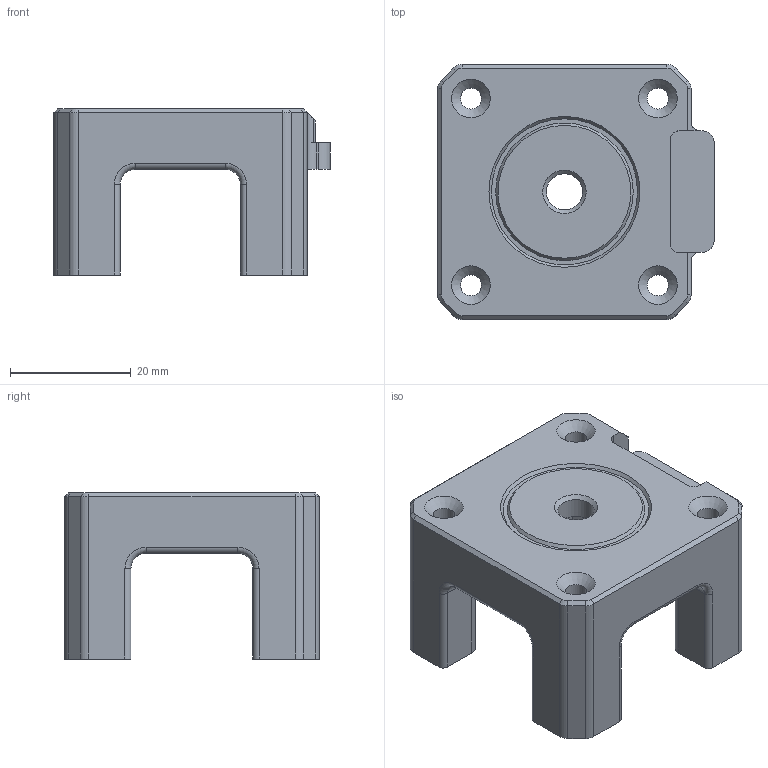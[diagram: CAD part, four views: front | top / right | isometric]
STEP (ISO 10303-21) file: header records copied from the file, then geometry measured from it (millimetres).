
FILE_DESCRIPTION(/* description */ (''),/* implementation_level */ '2;1');
FILE_NAME(/* name */ 'WoodWorker - Remix of Lamarc N4Pro Double Shear Limit.step',/* time_stamp */ '2025-05-23T07:58:24-04:00',/* author */ (''),/* organization */ (''),/* preprocessor_version */ 'ST-DEVELOPER v20.1',/* originating_system */ 'Autodesk Translation Framework v14.10.0.0',/* authorisation */ '');
FILE_SCHEMA (('AUTOMOTIVE_DESIGN { 1 0 10303 214 3 1 1 }'));
Length unit declared in the file: millimetre
Products named in the file (1): Lamarc N4Pro Double Shear Limit
Bounding box: 45.77 x 42.22 x 27.5 mm (x, y, z)
Volume: 22459.3 mm3; surface area: 9534.6 mm2
Topology: 1 solids, 1 shells, 175 faces, 452 edges, 283 vertices
Faces by surface type: plane 87, cylinder 53, cone 19, torus 15, bspline 1
Full cylindrical faces by diameter (mm): 2.8 x2, 3.5 x4, 6 x1
Entity records: 5341 total; most frequent: DIRECTION 939, CARTESIAN_POINT 937, ORIENTED_EDGE 904, EDGE_CURVE 452, AXIS2_PLACEMENT_3D 321, LINE 297, VECTOR 297, VERTEX_POINT 283
